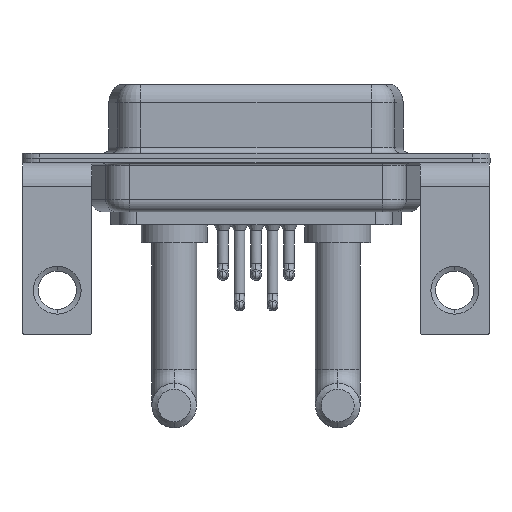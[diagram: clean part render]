
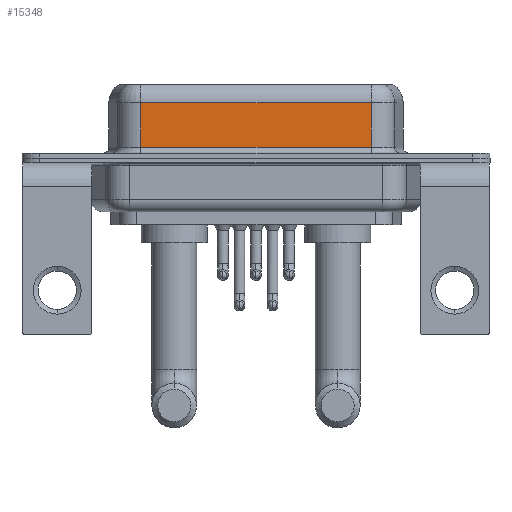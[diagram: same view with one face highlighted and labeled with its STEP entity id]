
A CAD part, front view. The second image highlights one B-rep face of the part: STEP entity #15348.
In plain terms, the highlighted planar face has unit normal (0, -1, 0).
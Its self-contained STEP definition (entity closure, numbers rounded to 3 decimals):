
#1347 = VERTEX_POINT ( 'NONE', #12241 ) ;
#1709 = EDGE_CURVE ( 'NONE', #11358, #3755, #10711, .T. ) ;
#1833 = CARTESIAN_POINT ( 'NONE',  ( 26.287, -3.95, 0.9 ) ) ;
#2087 = CARTESIAN_POINT ( 'NONE',  ( 26.287, -3.95, 4.65 ) ) ;
#2793 = VECTOR ( 'NONE', #4413, 1000. ) ;
#3103 = DIRECTION ( 'NONE',  ( -1., 0., 0. ) ) ;
#3215 = EDGE_CURVE ( 'NONE', #3755, #4938, #9594, .T. ) ;
#3387 = ORIENTED_EDGE ( 'NONE', *, *, #15639, .F. ) ;
#3755 = VERTEX_POINT ( 'NONE', #7051 ) ;
#3880 = AXIS2_PLACEMENT_3D ( 'NONE', #10261, #6053, #5222 ) ;
#4413 = DIRECTION ( 'NONE',  ( 1., 0., 0. ) ) ;
#4440 = VECTOR ( 'NONE', #8778, 1000. ) ;
#4660 = EDGE_LOOP ( 'NONE', ( #3387, #13536, #13642, #13903 ) ) ;
#4938 = VERTEX_POINT ( 'NONE', #5296 ) ;
#5222 = DIRECTION ( 'NONE',  ( 0., 0., 1. ) ) ;
#5296 = CARTESIAN_POINT ( 'NONE',  ( 7.013, -3.95, 0.9 ) ) ;
#6053 = DIRECTION ( 'NONE',  ( 0., 1., 0. ) ) ;
#7051 = CARTESIAN_POINT ( 'NONE',  ( 7.013, -3.95, 4.65 ) ) ;
#7074 = CARTESIAN_POINT ( 'NONE',  ( 7.013, -3.95, 6.4 ) ) ;
#8319 = DIRECTION ( 'NONE',  ( 0., 0., -1. ) ) ;
#8688 = LINE ( 'NONE', #11455, #4440 ) ;
#8778 = DIRECTION ( 'NONE',  ( 0., 0., -1. ) ) ;
#9594 = LINE ( 'NONE', #7074, #12488 ) ;
#9788 = CARTESIAN_POINT ( 'NONE',  ( 26.287, -3.95, 4.65 ) ) ;
#10261 = CARTESIAN_POINT ( 'NONE',  ( 26.287, -3.95, 6.4 ) ) ;
#10711 = LINE ( 'NONE', #9788, #14444 ) ;
#11358 = VERTEX_POINT ( 'NONE', #2087 ) ;
#11455 = CARTESIAN_POINT ( 'NONE',  ( 26.287, -3.95, 6.4 ) ) ;
#11503 = PLANE ( 'NONE',  #3880 ) ;
#12241 = CARTESIAN_POINT ( 'NONE',  ( 26.287, -3.95, 0.9 ) ) ;
#12488 = VECTOR ( 'NONE', #8319, 1000. ) ;
#13338 = FACE_OUTER_BOUND ( 'NONE', #4660, .T. ) ;
#13536 = ORIENTED_EDGE ( 'NONE', *, *, #1709, .T. ) ;
#13642 = ORIENTED_EDGE ( 'NONE', *, *, #3215, .T. ) ;
#13903 = ORIENTED_EDGE ( 'NONE', *, *, #16950, .T. ) ;
#14444 = VECTOR ( 'NONE', #3103, 1000. ) ;
#15348 = ADVANCED_FACE ( 'NONE', ( #13338 ), #11503, .F. ) ;
#15639 = EDGE_CURVE ( 'NONE', #11358, #1347, #8688, .T. ) ;
#16572 = LINE ( 'NONE', #1833, #2793 ) ;
#16950 = EDGE_CURVE ( 'NONE', #4938, #1347, #16572, .T. ) ;
